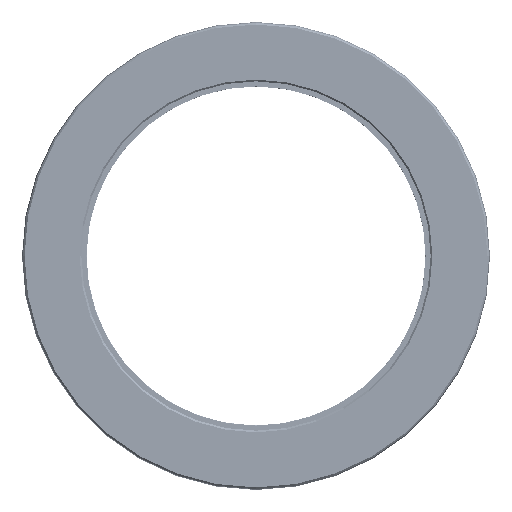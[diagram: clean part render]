
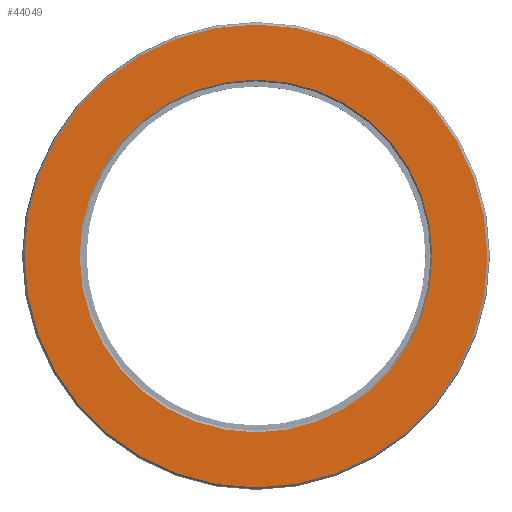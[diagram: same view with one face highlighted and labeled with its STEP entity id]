
A CAD part, left-side view. The second image highlights one B-rep face of the part: STEP entity #44049.
In plain terms, the highlighted planar face has unit normal (-1, 0, 0).
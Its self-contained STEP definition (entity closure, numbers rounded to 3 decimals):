
#96 = EDGE_LOOP ( 'NONE', ( #24989 ) ) ;
#806 = DIRECTION ( 'NONE',  ( 0., 0., -1. ) ) ;
#1711 = EDGE_CURVE ( 'NONE', #85380, #85380, #62106, .T. ) ;
#10740 = ORIENTED_EDGE ( 'NONE', *, *, #1711, .F. ) ;
#11752 = CIRCLE ( 'NONE', #29284, 20.8 ) ;
#14152 = FACE_OUTER_BOUND ( 'NONE', #50669, .T. ) ;
#24618 = CARTESIAN_POINT ( 'NONE',  ( 0., 0., -20.8 ) ) ;
#24989 = ORIENTED_EDGE ( 'NONE', *, *, #36799, .F. ) ;
#28107 = VERTEX_POINT ( 'NONE', #24618 ) ;
#29284 = AXIS2_PLACEMENT_3D ( 'NONE', #45926, #75160, #806 ) ;
#30140 = CARTESIAN_POINT ( 'NONE',  ( 0., 20.6, 0. ) ) ;
#31035 = AXIS2_PLACEMENT_3D ( 'NONE', #30140, #59028, #96075 ) ;
#36799 = EDGE_CURVE ( 'NONE', #28107, #28107, #11752, .T. ) ;
#43129 = FACE_BOUND ( 'NONE', #96, .T. ) ;
#44049 = ADVANCED_FACE ( 'NONE', ( #43129, #14152 ), #88923, .F. ) ;
#45926 = CARTESIAN_POINT ( 'NONE',  ( 0., 0., 0. ) ) ;
#46080 = DIRECTION ( 'NONE',  ( 0., 0., -1. ) ) ;
#50669 = EDGE_LOOP ( 'NONE', ( #10740 ) ) ;
#51895 = CARTESIAN_POINT ( 'NONE',  ( 0., 0., -27.3 ) ) ;
#59028 = DIRECTION ( 'NONE',  ( 1., 0., 0. ) ) ;
#62106 = CIRCLE ( 'NONE', #83330, 27.3 ) ;
#68167 = DIRECTION ( 'NONE',  ( 1., 0., 0. ) ) ;
#74996 = CARTESIAN_POINT ( 'NONE',  ( 0., 0., 0. ) ) ;
#75160 = DIRECTION ( 'NONE',  ( -1., 0., 0. ) ) ;
#83330 = AXIS2_PLACEMENT_3D ( 'NONE', #74996, #68167, #46080 ) ;
#85380 = VERTEX_POINT ( 'NONE', #51895 ) ;
#88923 = PLANE ( 'NONE',  #31035 ) ;
#96075 = DIRECTION ( 'NONE',  ( 0., 0., -1. ) ) ;
